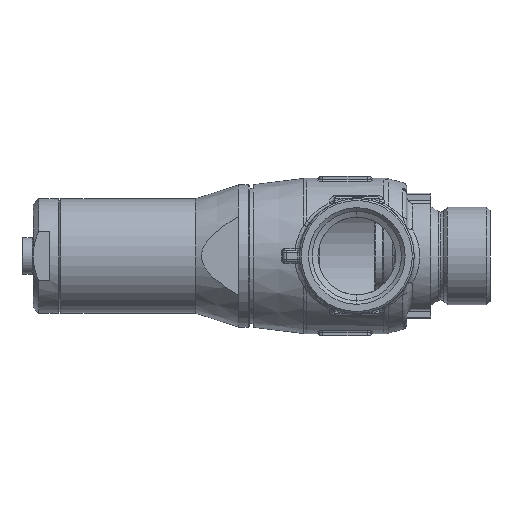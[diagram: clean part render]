
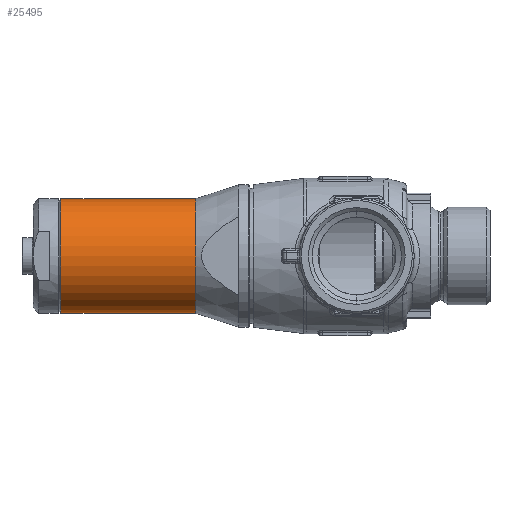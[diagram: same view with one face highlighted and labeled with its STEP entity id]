
A CAD part, left-side view. The second image highlights one B-rep face of the part: STEP entity #25495.
In plain terms, the highlighted cylindrical face has radius 15.5 mm (diameter 31 mm), a partial arc.
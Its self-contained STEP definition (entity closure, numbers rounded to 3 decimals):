
#420 = CARTESIAN_POINT ( 'NONE',  ( 0., 115.588, 0. ) ) ;
#421 = DIRECTION ( 'NONE',  ( 0., -1., 0. ) ) ;
#422 = DIRECTION ( 'NONE',  ( 0., 0., 1. ) ) ;
#463 = LINE ( 'NONE', #480, #3486 ) ;
#480 = CARTESIAN_POINT ( 'NONE',  ( 0., 51.588, 15.5 ) ) ;
#481 = DIRECTION ( 'NONE',  ( 0., -1., 0. ) ) ;
#1305 = CARTESIAN_POINT ( 'NONE',  ( 0., 115.588, -15.5 ) ) ;
#1306 = CARTESIAN_POINT ( 'NONE',  ( 0., 115.588, 15.5 ) ) ;
#3316 = EDGE_LOOP ( 'NONE', ( #6470, #6476, #24839, #6469 ) ) ;
#3486 = VECTOR ( 'NONE', #481, 1000. ) ;
#3551 = AXIS2_PLACEMENT_3D ( 'NONE', #420, #421, #422 ) ;
#3558 = CIRCLE ( 'NONE', #3551, 15.5 ) ;
#5537 = AXIS2_PLACEMENT_3D ( 'NONE', #16291, #16292, #16293 ) ;
#6211 = CIRCLE ( 'NONE', #5537, 15.5 ) ;
#6469 = ORIENTED_EDGE ( 'NONE', *, *, #25004, .T. ) ;
#6470 = ORIENTED_EDGE ( 'NONE', *, *, #25892, .F. ) ;
#6476 = ORIENTED_EDGE ( 'NONE', *, *, #25874, .T. ) ;
#6971 = CARTESIAN_POINT ( 'NONE',  ( 0., 51.588, 0. ) ) ;
#6997 = FACE_OUTER_BOUND ( 'NONE', #3316, .T. ) ;
#6998 = CYLINDRICAL_SURFACE ( 'NONE', #28876, 15.5 ) ;
#7011 = DIRECTION ( 'NONE',  ( 0., -1., 0. ) ) ;
#7012 = DIRECTION ( 'NONE',  ( 0., 0., -1. ) ) ;
#7561 = CARTESIAN_POINT ( 'NONE',  ( 0., 51.588, -15.5 ) ) ;
#7584 = LINE ( 'NONE', #7561, #27881 ) ;
#7588 = DIRECTION ( 'NONE',  ( 0., -1., 0. ) ) ;
#14306 = CARTESIAN_POINT ( 'NONE',  ( 0., 79.12, -15.5 ) ) ;
#14359 = CARTESIAN_POINT ( 'NONE',  ( 0., 79.12, 15.5 ) ) ;
#16291 = CARTESIAN_POINT ( 'NONE',  ( 0., 79.12, 0. ) ) ;
#16292 = DIRECTION ( 'NONE',  ( 0., 1., 0. ) ) ;
#16293 = DIRECTION ( 'NONE',  ( 0., 0., -1. ) ) ;
#24839 = ORIENTED_EDGE ( 'NONE', *, *, #25607, .T. ) ;
#25004 = EDGE_CURVE ( 'NONE', #28169, #28207, #6211, .T. ) ;
#25495 = ADVANCED_FACE ( 'NONE', ( #6997 ), #6998, .T. ) ;
#25607 = EDGE_CURVE ( 'NONE', #26097, #28169, #7584, .T. ) ;
#25874 = EDGE_CURVE ( 'NONE', #26098, #26097, #3558, .T. ) ;
#25892 = EDGE_CURVE ( 'NONE', #26098, #28207, #463, .T. ) ;
#26097 = VERTEX_POINT ( 'NONE', #1305 ) ;
#26098 = VERTEX_POINT ( 'NONE', #1306 ) ;
#27881 = VECTOR ( 'NONE', #7588, 1000. ) ;
#28169 = VERTEX_POINT ( 'NONE', #14306 ) ;
#28207 = VERTEX_POINT ( 'NONE', #14359 ) ;
#28876 = AXIS2_PLACEMENT_3D ( 'NONE', #6971, #7011, #7012 ) ;
